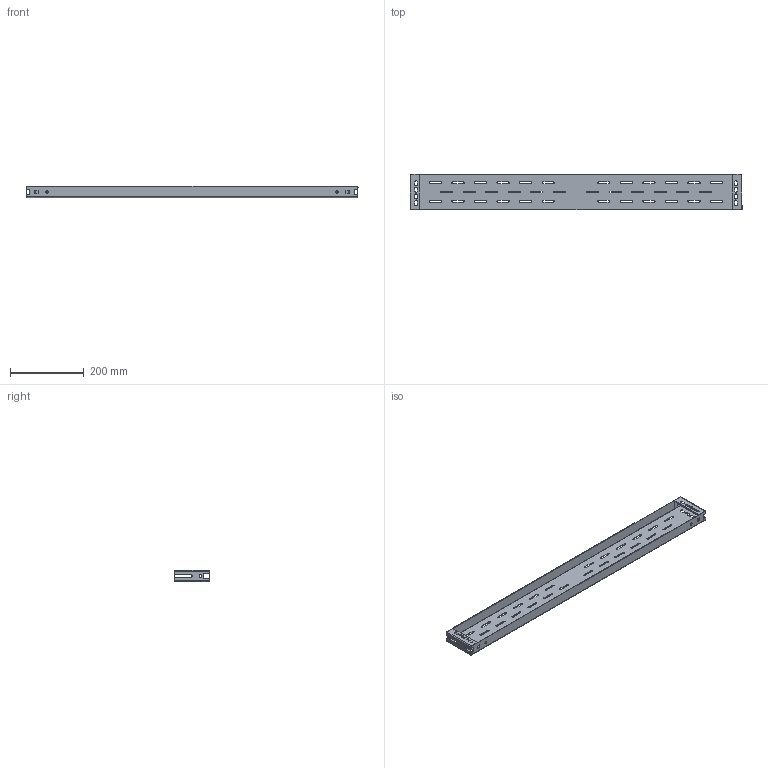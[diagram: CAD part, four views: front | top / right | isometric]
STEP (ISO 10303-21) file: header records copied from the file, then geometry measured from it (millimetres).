
FILE_DESCRIPTION (( 'STEP AP203' ), '1' );
FILE_NAME ('QB09C693.step', '2014-09-29T06:56:29', ( '' ), ( '' ), 'SwSTEP 2.0', 'SolidWorks 2014', '' );
FILE_SCHEMA (( 'CONFIG_CONTROL_DESIGN' ));
Length unit declared in the file: millimetre
Products named in the file (1): QB09C693
Bounding box: 899 x 96.5 x 30 mm (x, y, z)
Volume: 205381.3 mm3; surface area: 283032.4 mm2
Topology: 1 solids, 1 shells, 378 faces, 1068 edges, 688 vertices
Faces by surface type: plane 194, cylinder 172, bspline 12
Entity records: 12995 total; most frequent: CARTESIAN_POINT 2737, ORIENTED_EDGE 2136, DIRECTION 2080, EDGE_CURVE 1068, LINE 706, VECTOR 706, VERTEX_POINT 688, AXIS2_PLACEMENT_3D 687
